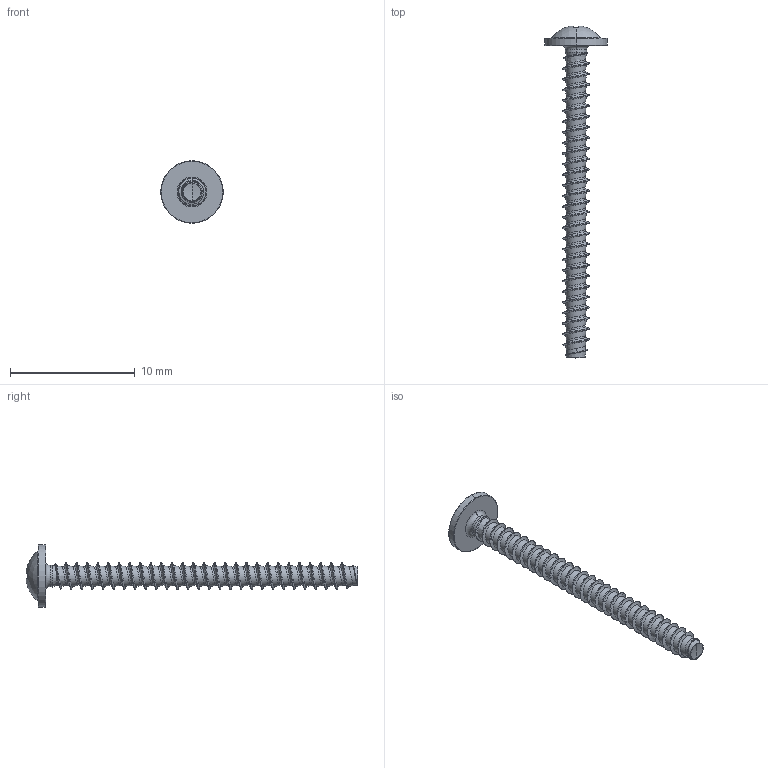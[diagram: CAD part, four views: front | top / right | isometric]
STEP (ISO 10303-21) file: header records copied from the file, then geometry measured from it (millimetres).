
FILE_DESCRIPTION (( 'STEP AP203' ), '1' );
FILE_NAME ('STP310220250.STEP', '2017-08-15T04:12:28', ( '' ), ( '' ), 'SwSTEP 2.0', 'SolidWorks 2015', '' );
FILE_SCHEMA (( 'CONFIG_CONTROL_DESIGN' ));
Products named in the file (1): STP310220250
Bounding box: 5 x 26.57 x 5 mm (x, y, z)
Volume: 71.3 mm3; surface area: 256.1 mm2
Topology: 1 solids, 1 shells, 225 faces, 541 edges, 319 vertices
Faces by surface type: cylinder 84, bspline 51, torus 30, sphere 28, plane 23, cone 9
Entity records: 36131 total; most frequent: CARTESIAN_POINT 31420, ORIENTED_EDGE 1078, DIRECTION 859, EDGE_CURVE 539, AXIS2_PLACEMENT_3D 371, VERTEX_POINT 319, EDGE_LOOP 228, ADVANCED_FACE 225
